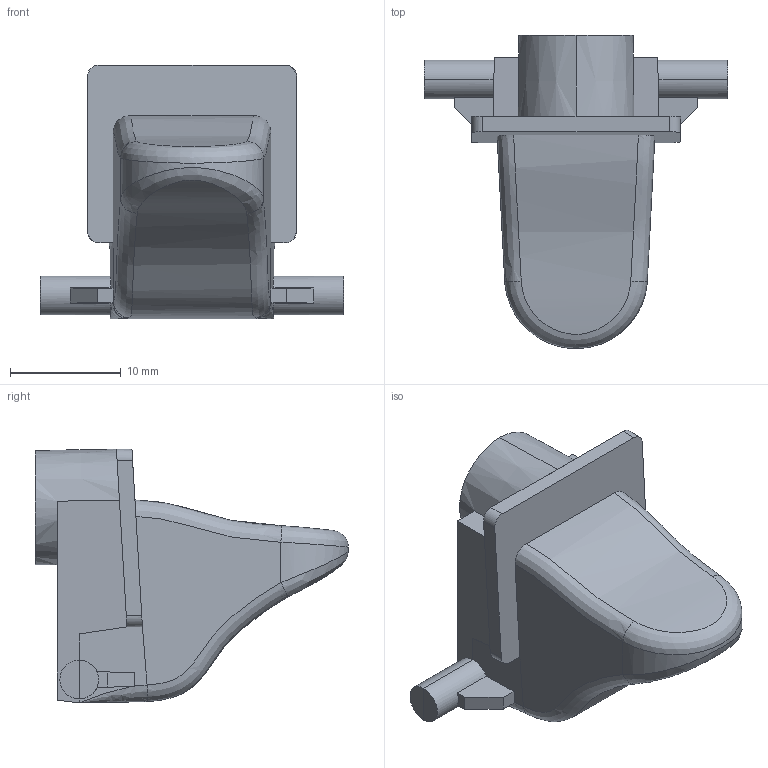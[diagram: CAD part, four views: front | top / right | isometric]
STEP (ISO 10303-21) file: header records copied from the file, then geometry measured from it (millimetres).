
FILE_DESCRIPTION (( 'STEP AP214' ), '1' );
FILE_NAME ('310-019771-REV-A.STEP', '2016-09-22T23:53:38', ( 'Aron Dahlgren' ), ( 'Synapse Product Development' ), 'SwSTEP 2.0', 'SolidWorks 2016', '' );
FILE_SCHEMA (( 'AUTOMOTIVE_DESIGN' ));
Length unit declared in the file: millimetre
Products named in the file (1): 310-019771-REV-A
Bounding box: 27.4 x 28.26 x 22.91 mm (x, y, z)
Volume: 3281.5 mm3; surface area: 3737.8 mm2
Topology: 1 solids, 1 shells, 104 faces, 277 edges, 174 vertices
Faces by surface type: plane 69, bspline 20, cylinder 11, cone 4
Entity records: 5278 total; most frequent: CARTESIAN_POINT 2981, ORIENTED_EDGE 550, DIRECTION 357, EDGE_CURVE 275, VERTEX_POINT 174, LINE 151, VECTOR 151, EDGE_LOOP 105
